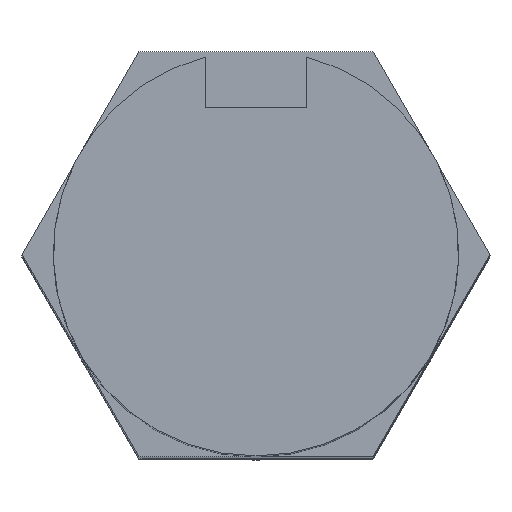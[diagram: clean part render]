
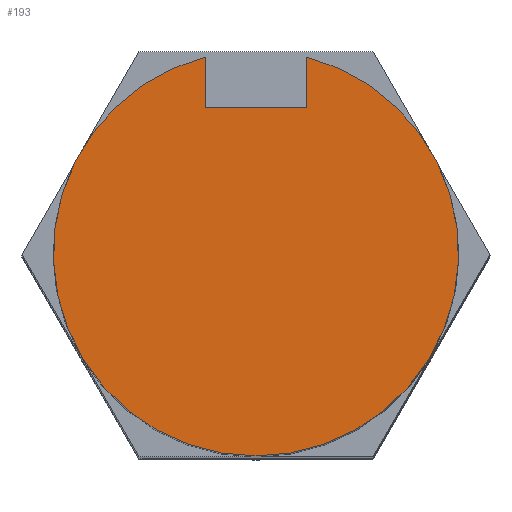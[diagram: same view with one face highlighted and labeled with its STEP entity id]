
A CAD part, top view. The second image highlights one B-rep face of the part: STEP entity #193.
In plain terms, the highlighted planar face has unit normal (0, 0, 1).
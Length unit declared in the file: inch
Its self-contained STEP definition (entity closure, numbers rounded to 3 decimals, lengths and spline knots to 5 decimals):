
#89=CARTESIAN_POINT('',(-0.0625,0.24206,1.5465));
#90=VERTEX_POINT('',#89);
#97=CARTESIAN_POINT('',(-0.0625,0.17956,1.5465));
#98=VERTEX_POINT('',#97);
#99=CARTESIAN_POINT('',(-0.0625,0.17956,1.5465));
#100=DIRECTION('',(0.0,1.0,0.0));
#101=VECTOR('',#100,0.0625);
#102=LINE('',#99,#101);
#103=EDGE_CURVE('',#98,#90,#102,.T.);
#128=CARTESIAN_POINT('',(0.0625,0.17956,1.5465));
#129=VERTEX_POINT('',#128);
#130=CARTESIAN_POINT('',(0.0625,0.17956,1.5465));
#131=DIRECTION('',(-1.0,0.0,0.0));
#132=VECTOR('',#131,0.125);
#133=LINE('',#130,#132);
#134=EDGE_CURVE('',#129,#98,#133,.T.);
#159=CARTESIAN_POINT('',(0.0625,0.24206,1.5465));
#160=VERTEX_POINT('',#159);
#161=CARTESIAN_POINT('',(0.0625,0.24206,1.5465));
#162=DIRECTION('',(0.0,-1.0,0.0));
#163=VECTOR('',#162,0.0625);
#164=LINE('',#161,#163);
#165=EDGE_CURVE('',#160,#129,#164,.T.);
#176=CARTESIAN_POINT('',(0.,0.,1.5465));
#177=DIRECTION('',(0.0,0.0,1.0));
#178=DIRECTION('',(1.0,0.0,0.0));
#179=AXIS2_PLACEMENT_3D('',#176,#177,#178);
#180=PLANE('',#179);
#181=ORIENTED_EDGE('',*,*,#165,.T.);
#182=ORIENTED_EDGE('',*,*,#134,.T.);
#183=ORIENTED_EDGE('',*,*,#103,.T.);
#184=CARTESIAN_POINT('',(0.0,0.0,1.5465));
#185=DIRECTION('',(0.0,0.0,1.0));
#186=DIRECTION('',(-1.0,0.0,0.0));
#187=AXIS2_PLACEMENT_3D('',#184,#185,#186);
#188=CIRCLE('',#187,0.25);
#189=EDGE_CURVE('',#90,#160,#188,.T.);
#190=ORIENTED_EDGE('',*,*,#189,.T.);
#191=EDGE_LOOP('',(#181,#182,#183,#190));
#192=FACE_OUTER_BOUND('',#191,.T.);
#193=ADVANCED_FACE('',(#192),#180,.T.);
